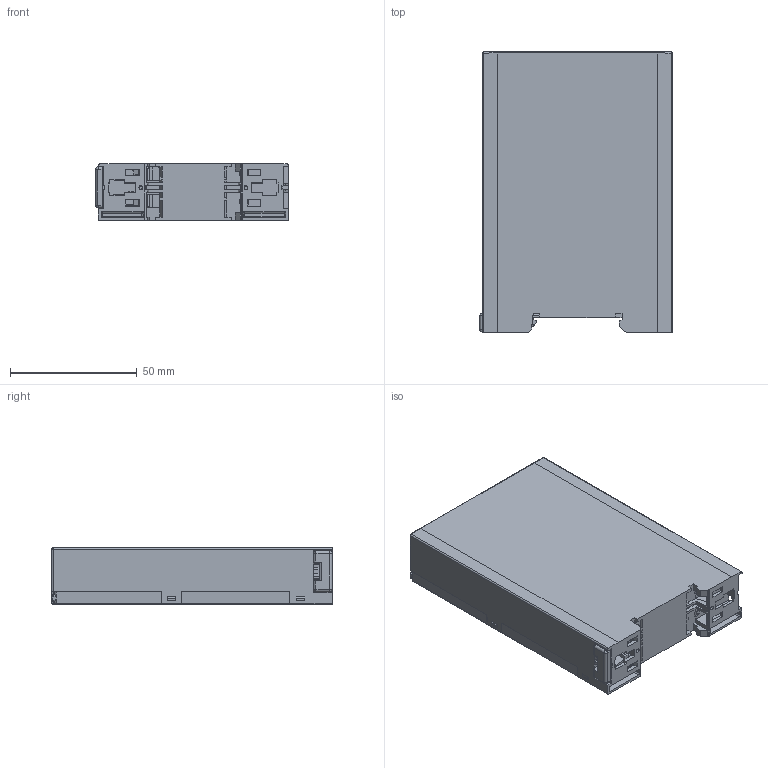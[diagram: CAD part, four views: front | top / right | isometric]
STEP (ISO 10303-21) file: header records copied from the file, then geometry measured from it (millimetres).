
FILE_DESCRIPTION(/* description */ (''),/* implementation_level */ '2;1');
FILE_NAME(/* name */ 'Gehäuse_CN-22-GU_assembly.stp',/* time_stamp */ '2020-07-28T11:19:02+02:00',/* author */ ('franke'),/* organization */ (''),/* preprocessor_version */ 'ST-DEVELOPER v18',/* originating_system */ 'Autodesk Inventor 2020',/* authorisation */ '');
FILE_SCHEMA (('AUTOMOTIVE_DESIGN { 1 0 10303 214 3 1 1 }'));
Length unit declared in the file: millimetre
Products named in the file (5): Gehäuse_CN-22-GU_assembly; 65000100_CN-DU65000100_CN-DU; 65022000_CN-22-GU; 1007020_3Dsym; 1006983_3Dsym
Assembly tree (4 placements, depth 3):
  Gehäuse_CN-22-GU_assembly
    65000100_CN-DU65000100_CN-DU
    65022000_CN-22-GU
      1007020_3Dsym
      1006983_3Dsym
Bounding box: 76.1 x 110.8 x 22.5 mm (x, y, z)
Volume: 26117.1 mm3; surface area: 51719.9 mm2
Topology: 3 solids, 3 shells, 775 faces, 2216 edges, 1427 vertices
Faces by surface type: plane 641, cylinder 108, sphere 18, bspline 6, cone 2
Entity records: 25060 total; most frequent: CARTESIAN_POINT 4547, ORIENTED_EDGE 4408, DIRECTION 3970, EDGE_CURVE 2204, LINE 1978, VECTOR 1978, VERTEX_POINT 1427, AXIS2_PLACEMENT_3D 996
